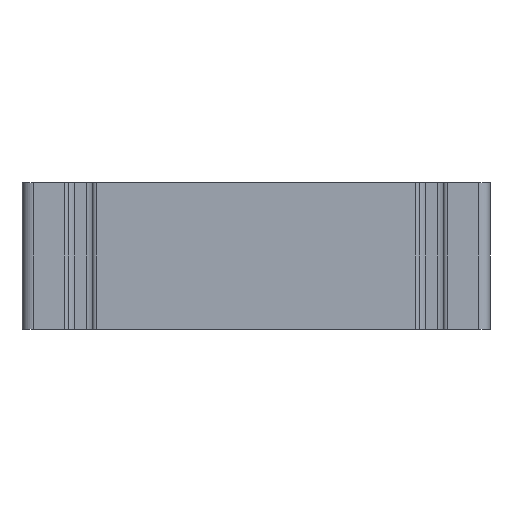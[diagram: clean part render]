
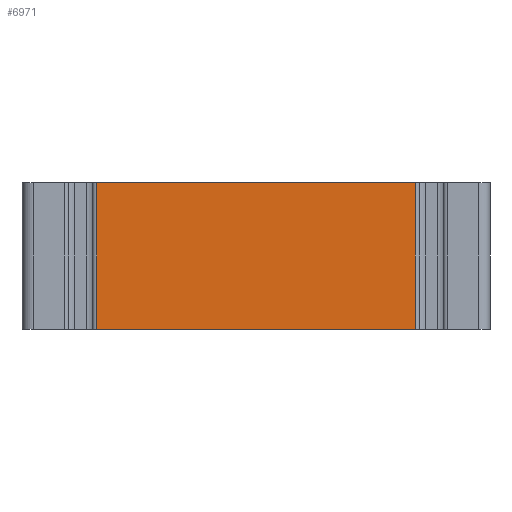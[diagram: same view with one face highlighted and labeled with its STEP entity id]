
A CAD part, left-side view. The second image highlights one B-rep face of the part: STEP entity #6971.
In plain terms, the highlighted planar face has unit normal (-1, 0, 0).
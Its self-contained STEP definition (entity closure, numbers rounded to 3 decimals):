
#85 = EDGE_CURVE ( 'NONE', #149, #6118, #2021, .T. ) ;
#149 = VERTEX_POINT ( 'NONE', #1102 ) ;
#388 = DIRECTION ( 'NONE',  ( 0., 0., -1. ) ) ;
#796 = CARTESIAN_POINT ( 'NONE',  ( -79.998, 54.5, -25. ) ) ;
#953 = CARTESIAN_POINT ( 'NONE',  ( -79.998, 54.5, 25. ) ) ;
#1017 = VECTOR ( 'NONE', #7129, 1000. ) ;
#1102 = CARTESIAN_POINT ( 'NONE',  ( -79.998, 54.5, -25. ) ) ;
#1266 = ORIENTED_EDGE ( 'NONE', *, *, #2280, .F. ) ;
#1285 = VECTOR ( 'NONE', #3512, 1000. ) ;
#1370 = LINE ( 'NONE', #1411, #1568 ) ;
#1411 = CARTESIAN_POINT ( 'NONE',  ( -79.998, -54.5, 25. ) ) ;
#1486 = AXIS2_PLACEMENT_3D ( 'NONE', #953, #5601, #388 ) ;
#1553 = ORIENTED_EDGE ( 'NONE', *, *, #4924, .F. ) ;
#1568 = VECTOR ( 'NONE', #6058, 1000. ) ;
#2021 = LINE ( 'NONE', #796, #1017 ) ;
#2280 = EDGE_CURVE ( 'NONE', #5726, #5006, #6476, .T. ) ;
#2906 = ORIENTED_EDGE ( 'NONE', *, *, #85, .T. ) ;
#3180 = VECTOR ( 'NONE', #5574, 1000. ) ;
#3213 = LINE ( 'NONE', #6683, #3180 ) ;
#3284 = FACE_OUTER_BOUND ( 'NONE', #4759, .T. ) ;
#3512 = DIRECTION ( 'NONE',  ( 0., -1., 0. ) ) ;
#4759 = EDGE_LOOP ( 'NONE', ( #2906, #1553, #1266, #7303 ) ) ;
#4924 = EDGE_CURVE ( 'NONE', #5006, #6118, #1370, .T. ) ;
#4935 = CARTESIAN_POINT ( 'NONE',  ( -79.998, -54.5, -25. ) ) ;
#5006 = VERTEX_POINT ( 'NONE', #5608 ) ;
#5574 = DIRECTION ( 'NONE',  ( 0., 0., -1. ) ) ;
#5601 = DIRECTION ( 'NONE',  ( 1., 0., 0. ) ) ;
#5608 = CARTESIAN_POINT ( 'NONE',  ( -79.998, -54.5, 25. ) ) ;
#5726 = VERTEX_POINT ( 'NONE', #5748 ) ;
#5748 = CARTESIAN_POINT ( 'NONE',  ( -79.998, 54.5, 25. ) ) ;
#5970 = CARTESIAN_POINT ( 'NONE',  ( -79.998, 54.5, 25. ) ) ;
#6058 = DIRECTION ( 'NONE',  ( 0., 0., -1. ) ) ;
#6118 = VERTEX_POINT ( 'NONE', #4935 ) ;
#6175 = PLANE ( 'NONE',  #1486 ) ;
#6476 = LINE ( 'NONE', #5970, #1285 ) ;
#6496 = EDGE_CURVE ( 'NONE', #5726, #149, #3213, .T. ) ;
#6683 = CARTESIAN_POINT ( 'NONE',  ( -79.998, 54.5, 25. ) ) ;
#6971 = ADVANCED_FACE ( 'NONE', ( #3284 ), #6175, .F. ) ;
#7129 = DIRECTION ( 'NONE',  ( 0., -1., 0. ) ) ;
#7303 = ORIENTED_EDGE ( 'NONE', *, *, #6496, .T. ) ;
